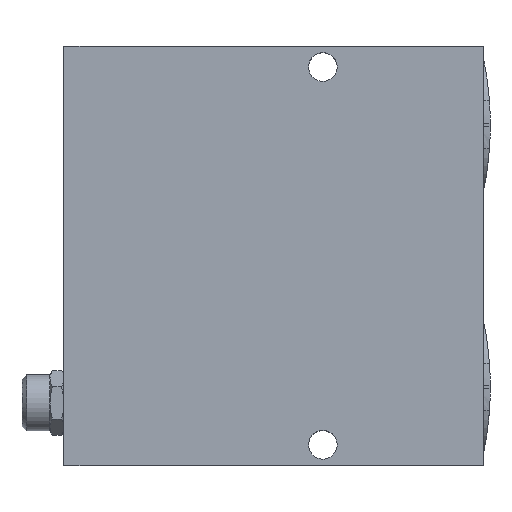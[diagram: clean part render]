
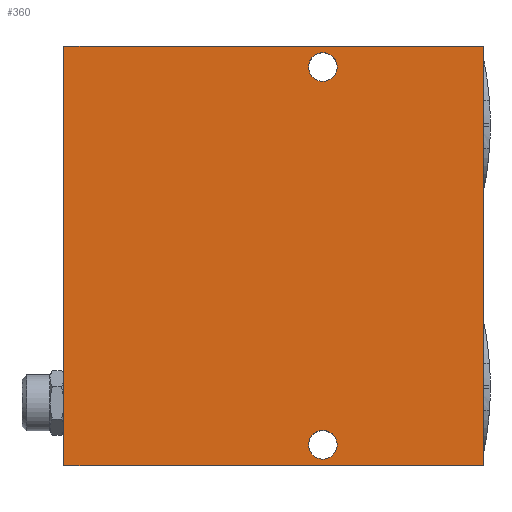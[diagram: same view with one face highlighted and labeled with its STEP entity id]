
A CAD part, top view. The second image highlights one B-rep face of the part: STEP entity #360.
In plain terms, the highlighted planar face has unit normal (0, 0, 1).
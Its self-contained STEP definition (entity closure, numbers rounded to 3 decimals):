
#360=ADVANCED_FACE('',(#722,#723,#724),#725,.T.);
#722=FACE_BOUND('',#1095,.T.);
#723=FACE_BOUND('',#1096,.T.);
#724=FACE_OUTER_BOUND('',#1097,.T.);
#725=PLANE('',#1098);
#1095=EDGE_LOOP('',(#2037,#2038));
#1096=EDGE_LOOP('',(#2039,#2040));
#1097=EDGE_LOOP('',(#2041,#2042,#2043,#2044));
#1098=AXIS2_PLACEMENT_3D('',#2045,#2046,#2047);
#2037=ORIENTED_EDGE('',*,*,#2187,.T.);
#2038=ORIENTED_EDGE('',*,*,#2486,.T.);
#2039=ORIENTED_EDGE('',*,*,#2182,.T.);
#2040=ORIENTED_EDGE('',*,*,#2489,.T.);
#2041=ORIENTED_EDGE('',*,*,#2531,.T.);
#2042=ORIENTED_EDGE('',*,*,#2532,.T.);
#2043=ORIENTED_EDGE('',*,*,#2533,.T.);
#2044=ORIENTED_EDGE('',*,*,#2534,.T.);
#2045=CARTESIAN_POINT('',(30.0,30.0,9.0));
#2046=DIRECTION('',(0.0,0.0,1.0));
#2047=DIRECTION('',(1.0,0.0,0.0));
#2182=EDGE_CURVE('',#2604,#2601,#2605,.T.);
#2187=EDGE_CURVE('',#2613,#2610,#2614,.T.);
#2486=EDGE_CURVE('',#2610,#2613,#3046,.T.);
#2489=EDGE_CURVE('',#2601,#2604,#3049,.T.);
#2531=EDGE_CURVE('',#3099,#3100,#3101,.T.);
#2532=EDGE_CURVE('',#3100,#3102,#3103,.T.);
#2533=EDGE_CURVE('',#3102,#3104,#3105,.T.);
#2534=EDGE_CURVE('',#3104,#3099,#3106,.T.);
#2601=VERTEX_POINT('',#3189);
#2604=VERTEX_POINT('',#3193);
#2605=CIRCLE('',#3194,2.05);
#2610=VERTEX_POINT('',#3200);
#2613=VERTEX_POINT('',#3204);
#2614=CIRCLE('',#3205,2.05);
#3046=CIRCLE('',#4358,2.05);
#3049=CIRCLE('',#4361,2.05);
#3099=VERTEX_POINT('',#4423);
#3100=VERTEX_POINT('',#4424);
#3101=LINE('',#4425,#4426);
#3102=VERTEX_POINT('',#4427);
#3103=LINE('',#4428,#4429);
#3104=VERTEX_POINT('',#4430);
#3105=LINE('',#4431,#4432);
#3106=LINE('',#4433,#4434);
#3189=CARTESIAN_POINT('',(39.05,3.0,9.0));
#3193=CARTESIAN_POINT('',(34.95,3.0,9.0));
#3194=AXIS2_PLACEMENT_3D('',#4509,#4510,#4511);
#3200=CARTESIAN_POINT('',(39.05,57.0,9.0));
#3204=CARTESIAN_POINT('',(34.95,57.0,9.0));
#3205=AXIS2_PLACEMENT_3D('',#4517,#4518,#4519);
#4358=AXIS2_PLACEMENT_3D('',#4791,#4792,#4793);
#4361=AXIS2_PLACEMENT_3D('',#4797,#4798,#4799);
#4423=CARTESIAN_POINT('',(60.0,0.0,9.0));
#4424=CARTESIAN_POINT('',(60.0,60.0,9.0));
#4425=CARTESIAN_POINT('',(60.0,30.0,9.0));
#4426=VECTOR('',#4848,1.0);
#4427=CARTESIAN_POINT('',(0.0,60.0,9.0));
#4428=CARTESIAN_POINT('',(30.0,60.0,9.0));
#4429=VECTOR('',#4849,1.0);
#4430=CARTESIAN_POINT('',(0.0,0.0,9.0));
#4431=CARTESIAN_POINT('',(0.0,30.0,9.0));
#4432=VECTOR('',#4850,1.0);
#4433=CARTESIAN_POINT('',(30.0,0.0,9.0));
#4434=VECTOR('',#4851,1.0);
#4509=CARTESIAN_POINT('',(37.0,3.0,9.0));
#4510=DIRECTION('',(0.0,0.0,-1.0));
#4511=DIRECTION('',(1.0,0.0,0.0));
#4517=CARTESIAN_POINT('',(37.0,57.0,9.0));
#4518=DIRECTION('',(0.0,0.0,-1.0));
#4519=DIRECTION('',(1.0,0.0,0.0));
#4791=CARTESIAN_POINT('',(37.0,57.0,9.0));
#4792=DIRECTION('',(0.0,0.0,-1.0));
#4793=DIRECTION('',(1.0,0.0,0.0));
#4797=CARTESIAN_POINT('',(37.0,3.0,9.0));
#4798=DIRECTION('',(0.0,0.0,-1.0));
#4799=DIRECTION('',(1.0,0.0,0.0));
#4848=DIRECTION('',(0.0,1.0,0.0));
#4849=DIRECTION('',(-1.0,0.0,0.0));
#4850=DIRECTION('',(0.0,-1.0,0.0));
#4851=DIRECTION('',(1.0,0.0,0.0));
